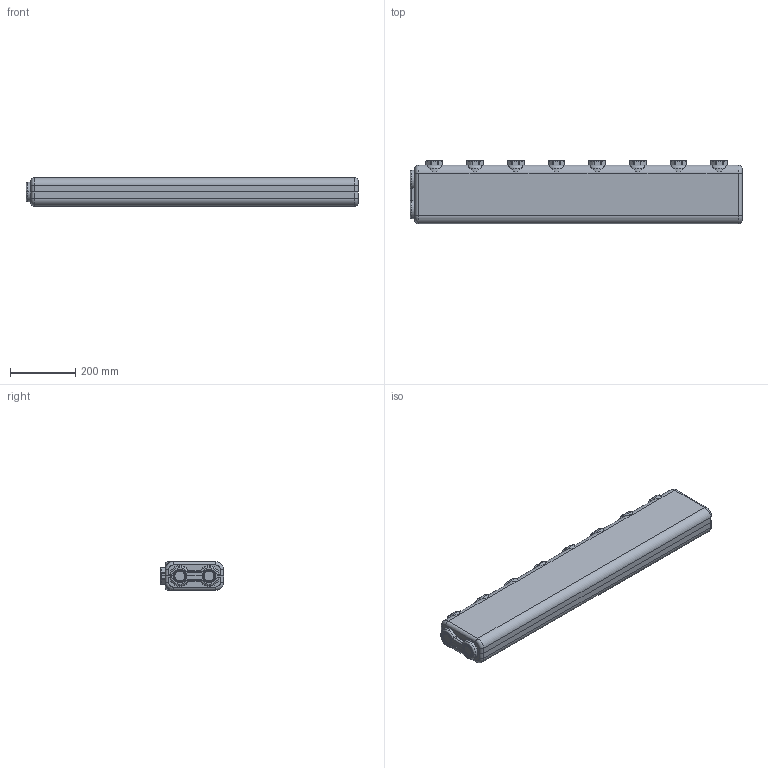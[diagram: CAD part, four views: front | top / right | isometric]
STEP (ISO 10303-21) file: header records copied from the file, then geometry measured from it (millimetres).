
FILE_DESCRIPTION(('CATIA V5 STEP Exchange','CAx-IF Rec.Pracs.--- Model Styling and Organization---1.5--- 2016-08-15','CAx-IF Rec.Pracs.---Supplemental Geometry---1.0---2011-11-01','CAx-IF Rec.Pracs.--- Composite Materials ---3.4---2017-06-13','CAx-IF Rec.Pracs.---Tessellated 3D Geometry---1.0---2015-12-17'),'2;1');
FILE_NAME('STEP_550040IN_-_TST.stp','2025-12-17T07:54:48+00:00',('none'),('none'),'CATIA Version 5-6 Release 2020 SP5','CATIA V5 STEP AP242 v2','none');
FILE_SCHEMA(('AP242_MANAGED_MODEL_BASED_3D_ENGINEERING_MIM_LF {1 0 10303 442 1 1 4}'));
Products named in the file (1): 550040IN - TST
Bounding box: 1020 x 195 x 88 mm (x, y, z)
Volume: 11892112.3 mm3; surface area: 1538246.1 mm2
Topology: 11 solids, 11 shells, 1317 faces, 3689 edges, 2398 vertices
Faces by surface type: cylinder 479, plane 342, bspline 200, cone 184, torus 112
Entity records: 56001 total; most frequent: CARTESIAN_POINT 28794, ORIENTED_EDGE 7250, EDGE_CURVE 3625, DIRECTION 3266, VERTEX_POINT 2398, AXIS2_PLACEMENT_3D 1550, EDGE_LOOP 1407, ADVANCED_FACE 1317
